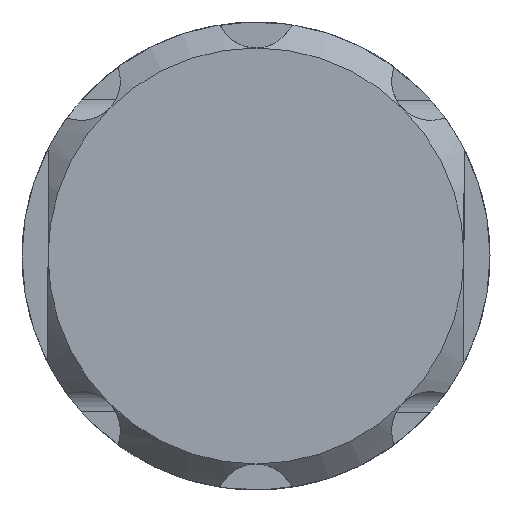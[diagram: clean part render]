
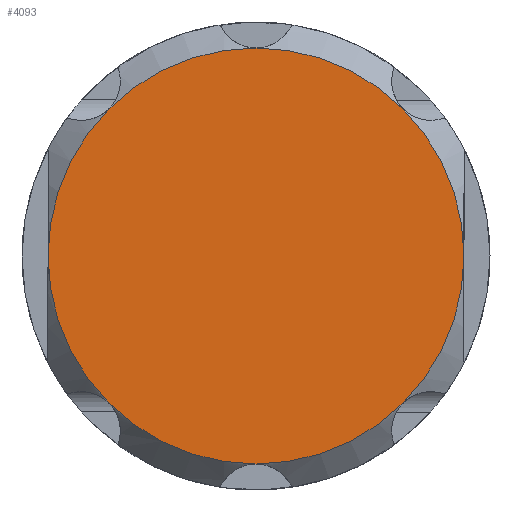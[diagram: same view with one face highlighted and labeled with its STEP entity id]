
A CAD part, front view. The second image highlights one B-rep face of the part: STEP entity #4093.
In plain terms, the highlighted planar face has unit normal (0, -1, 0).
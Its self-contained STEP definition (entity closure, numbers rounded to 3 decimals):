
#6 = ORIENTED_EDGE ( 'NONE', *, *, #2980, .T. ) ;
#46 = VERTEX_POINT ( 'NONE', #3661 ) ;
#74 = EDGE_LOOP ( 'NONE', ( #6, #3548, #3372, #1194, #997, #1091, #2872, #3913 ) ) ;
#212 = CIRCLE ( 'NONE', #3799, 8. ) ;
#368 = EDGE_CURVE ( 'NONE', #46, #4418, #3864, .T. ) ;
#492 = FACE_OUTER_BOUND ( 'NONE', #74, .T. ) ;
#905 = AXIS2_PLACEMENT_3D ( 'NONE', #3364, #1547, #1957 ) ;
#963 = CARTESIAN_POINT ( 'NONE',  ( 5.657, -30.348, 5.657 ) ) ;
#997 = ORIENTED_EDGE ( 'NONE', *, *, #3643, .T. ) ;
#1052 = CIRCLE ( 'NONE', #3451, 8. ) ;
#1091 = ORIENTED_EDGE ( 'NONE', *, *, #2945, .T. ) ;
#1125 = AXIS2_PLACEMENT_3D ( 'NONE', #2538, #5491, #4454 ) ;
#1194 = ORIENTED_EDGE ( 'NONE', *, *, #4227, .T. ) ;
#1203 = CARTESIAN_POINT ( 'NONE',  ( 5.657, -30.348, -5.657 ) ) ;
#1275 = CARTESIAN_POINT ( 'NONE',  ( 8., -30.348, 0. ) ) ;
#1325 = CARTESIAN_POINT ( 'NONE',  ( 0., -30.348, 0. ) ) ;
#1333 = VERTEX_POINT ( 'NONE', #963 ) ;
#1526 = AXIS2_PLACEMENT_3D ( 'NONE', #2666, #3697, #5609 ) ;
#1536 = CARTESIAN_POINT ( 'NONE',  ( -5.657, -30.348, -5.657 ) ) ;
#1547 = DIRECTION ( 'NONE',  ( 0., -1., 0. ) ) ;
#1629 = EDGE_CURVE ( 'NONE', #5168, #3547, #1052, .T. ) ;
#1800 = CIRCLE ( 'NONE', #905, 8. ) ;
#1830 = AXIS2_PLACEMENT_3D ( 'NONE', #1834, #5208, #4192 ) ;
#1834 = CARTESIAN_POINT ( 'NONE',  ( 0., -30.348, 0. ) ) ;
#1957 = DIRECTION ( 'NONE',  ( -0.707, 0., -0.707 ) ) ;
#2195 = VERTEX_POINT ( 'NONE', #1536 ) ;
#2246 = DIRECTION ( 'NONE',  ( 0., -1., 0. ) ) ;
#2538 = CARTESIAN_POINT ( 'NONE',  ( 0., -30.348, 0. ) ) ;
#2560 = CARTESIAN_POINT ( 'NONE',  ( 0., -30.348, 8. ) ) ;
#2666 = CARTESIAN_POINT ( 'NONE',  ( 0., -30.348, 0. ) ) ;
#2674 = CARTESIAN_POINT ( 'NONE',  ( -8., -30.348, 0. ) ) ;
#2747 = VERTEX_POINT ( 'NONE', #2560 ) ;
#2802 = CARTESIAN_POINT ( 'NONE',  ( 0., -30.348, 0. ) ) ;
#2872 = ORIENTED_EDGE ( 'NONE', *, *, #1629, .T. ) ;
#2922 = DIRECTION ( 'NONE',  ( -0.707, 0., -0.707 ) ) ;
#2945 = EDGE_CURVE ( 'NONE', #2747, #5168, #212, .T. ) ;
#2980 = EDGE_CURVE ( 'NONE', #2195, #46, #1800, .T. ) ;
#3241 = DIRECTION ( 'NONE',  ( -0.707, 0., -0.707 ) ) ;
#3276 = DIRECTION ( 'NONE',  ( 0., -1., 0. ) ) ;
#3364 = CARTESIAN_POINT ( 'NONE',  ( 0., -30.348, 0. ) ) ;
#3365 = AXIS2_PLACEMENT_3D ( 'NONE', #4031, #2246, #3241 ) ;
#3372 = ORIENTED_EDGE ( 'NONE', *, *, #4680, .T. ) ;
#3451 = AXIS2_PLACEMENT_3D ( 'NONE', #4479, #4003, #4067 ) ;
#3547 = VERTEX_POINT ( 'NONE', #2674 ) ;
#3548 = ORIENTED_EDGE ( 'NONE', *, *, #368, .T. ) ;
#3643 = EDGE_CURVE ( 'NONE', #1333, #2747, #4926, .T. ) ;
#3661 = CARTESIAN_POINT ( 'NONE',  ( 0., -30.348, -8. ) ) ;
#3697 = DIRECTION ( 'NONE',  ( 0., -1., 0. ) ) ;
#3749 = PLANE ( 'NONE',  #1830 ) ;
#3799 = AXIS2_PLACEMENT_3D ( 'NONE', #2802, #3276, #5180 ) ;
#3864 = CIRCLE ( 'NONE', #5160, 8. ) ;
#3913 = ORIENTED_EDGE ( 'NONE', *, *, #5646, .T. ) ;
#4003 = DIRECTION ( 'NONE',  ( 0., -1., 0. ) ) ;
#4031 = CARTESIAN_POINT ( 'NONE',  ( 0., -30.348, 0. ) ) ;
#4067 = DIRECTION ( 'NONE',  ( -0.707, 0., -0.707 ) ) ;
#4080 = CIRCLE ( 'NONE', #3365, 8. ) ;
#4093 = ADVANCED_FACE ( 'NONE', ( #492 ), #3749, .T. ) ;
#4192 = DIRECTION ( 'NONE',  ( -0.707, 0., -0.707 ) ) ;
#4227 = EDGE_CURVE ( 'NONE', #5127, #1333, #5430, .T. ) ;
#4418 = VERTEX_POINT ( 'NONE', #1203 ) ;
#4454 = DIRECTION ( 'NONE',  ( -0.707, 0., -0.707 ) ) ;
#4479 = CARTESIAN_POINT ( 'NONE',  ( 0., -30.348, 0. ) ) ;
#4680 = EDGE_CURVE ( 'NONE', #4418, #5127, #5217, .T. ) ;
#4899 = DIRECTION ( 'NONE',  ( 0., -1., 0. ) ) ;
#4926 = CIRCLE ( 'NONE', #1526, 8. ) ;
#4932 = AXIS2_PLACEMENT_3D ( 'NONE', #5338, #4899, #2922 ) ;
#5127 = VERTEX_POINT ( 'NONE', #1275 ) ;
#5160 = AXIS2_PLACEMENT_3D ( 'NONE', #1325, #6121, #6064 ) ;
#5168 = VERTEX_POINT ( 'NONE', #5982 ) ;
#5180 = DIRECTION ( 'NONE',  ( -0.707, 0., -0.707 ) ) ;
#5208 = DIRECTION ( 'NONE',  ( 0., -1., 0. ) ) ;
#5217 = CIRCLE ( 'NONE', #1125, 8. ) ;
#5338 = CARTESIAN_POINT ( 'NONE',  ( 0., -30.348, 0. ) ) ;
#5430 = CIRCLE ( 'NONE', #4932, 8. ) ;
#5491 = DIRECTION ( 'NONE',  ( 0., -1., 0. ) ) ;
#5609 = DIRECTION ( 'NONE',  ( -0.707, 0., -0.707 ) ) ;
#5646 = EDGE_CURVE ( 'NONE', #3547, #2195, #4080, .T. ) ;
#5982 = CARTESIAN_POINT ( 'NONE',  ( -5.657, -30.348, 5.657 ) ) ;
#6064 = DIRECTION ( 'NONE',  ( -0.707, 0., -0.707 ) ) ;
#6121 = DIRECTION ( 'NONE',  ( 0., -1., 0. ) ) ;
